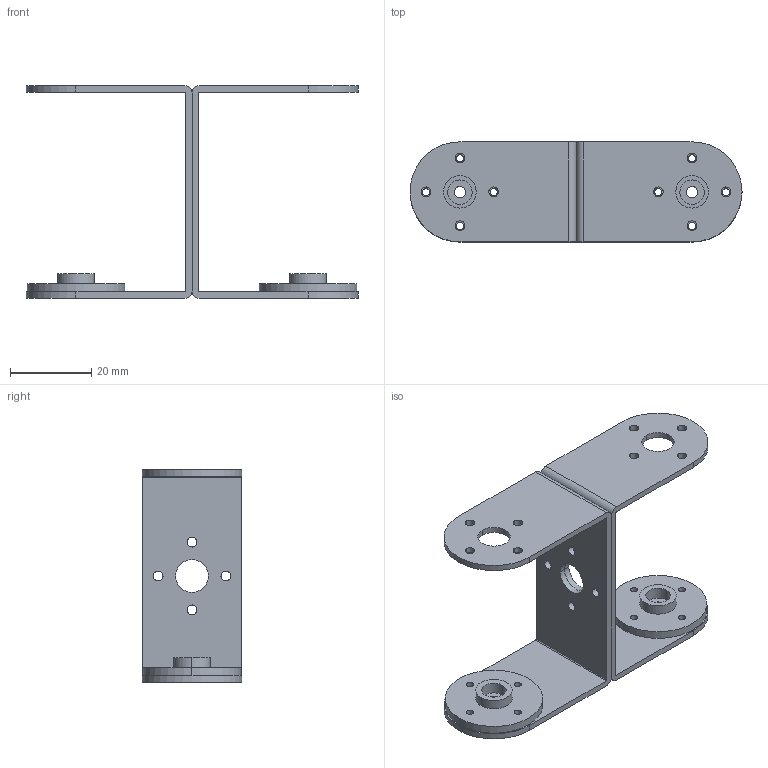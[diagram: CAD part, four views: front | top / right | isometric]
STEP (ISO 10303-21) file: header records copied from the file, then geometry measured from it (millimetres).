
FILE_DESCRIPTION (( 'STEP AP203' ), '1' );
FILE_NAME ('Link2.STEP', '2016-05-23T12:36:44', ( 'User' ), ( 'Hewlett-Packard Company' ), 'SwSTEP 2.0', 'SolidWorks 2015', '' );
FILE_SCHEMA (( 'CONFIG_CONTROL_DESIGN' ));
Length unit declared in the file: millimetre
Products named in the file (3): HMSH-01; asb-09; Link2
Assembly tree (4 placements, depth 2):
  Link2
    HMSH-01  x2
    asb-09  x2
Bounding box: 81.74 x 24.61 x 52.25 mm (x, y, z)
Volume: 10631.2 mm3; surface area: 15318.9 mm2
Topology: 4 solids, 4 shells, 140 faces, 372 edges, 248 vertices
Faces by surface type: cylinder 112, plane 28
Entity records: 2691 total; most frequent: DIRECTION 452, CARTESIAN_POINT 387, ORIENTED_EDGE 372, AXIS2_PLACEMENT_3D 189, EDGE_CURVE 186, VERTEX_POINT 124, EDGE_LOOP 114, CIRCLE 112
